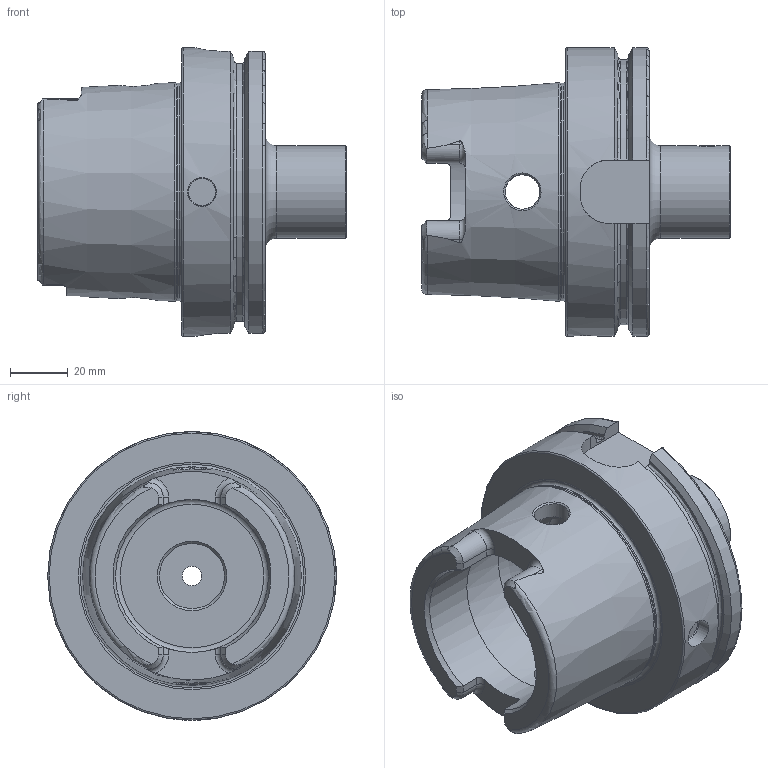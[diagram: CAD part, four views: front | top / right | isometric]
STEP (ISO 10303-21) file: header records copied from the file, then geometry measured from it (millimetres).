
FILE_DESCRIPTION (( 'STEP AP214' ), '1' );
FILE_NAME ('HA0.ST3.K01.057.STEP', '2020-04-15T11:28:16', ( '' ), ( '' ), 'SwSTEP 2.0', 'SolidWorks 2017', '' );
FILE_SCHEMA (( 'AUTOMOTIVE_DESIGN' ));
Length unit declared in the file: millimetre
Products named in the file (4): HA0.ST3.K01.057; DIN 3771 - 16x1.5; HA0-ST3.K01.057_B_Fertigbearbeitung; ST3-ER1.001.008_A
Assembly tree (3 placements, depth 2):
  HA0.ST3.K01.057
    HA0-ST3.K01.057_B_Fertigbearbeitung
    ST3-ER1.001.008_A
    DIN 3771 - 16x1.5
Bounding box: 106.9 x 100 x 100 mm (x, y, z)
Volume: 270385.1 mm3; surface area: 54172.8 mm2
Topology: 3 solids, 3 shells, 159 faces, 413 edges, 260 vertices
Faces by surface type: plane 63, cylinder 39, torus 28, cone 25, bspline 4
Full cylindrical faces by diameter (mm): 3 x1, 5.25 x1, 6 x1, 6.8 x1, 10 x1, 12 x2, 18 x1, 19 x1, 22.5 x1, 26 x1, 32 x1, 53 x2, 63 x1, 75.265 x1, 100 x1
Entity records: 7447 total; most frequent: CARTESIAN_POINT 2843, ORIENTED_EDGE 698, DIRECTION 695, EDGE_CURVE 349, AXIS2_PLACEMENT_3D 286, VERTEX_POINT 241, EDGE_LOOP 212, FACE_OUTER_BOUND 187
